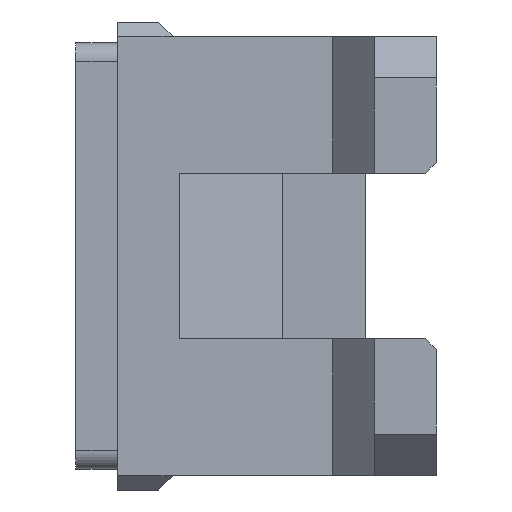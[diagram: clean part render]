
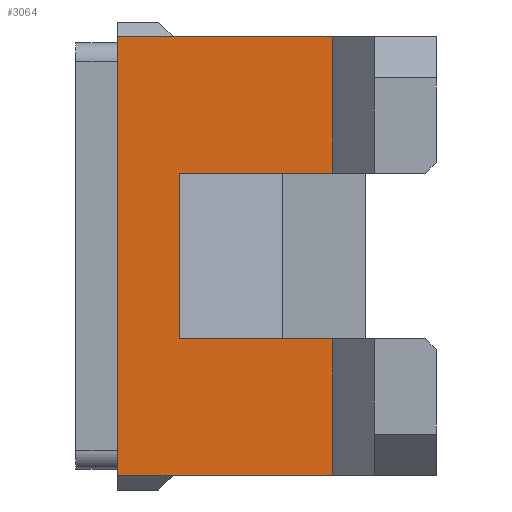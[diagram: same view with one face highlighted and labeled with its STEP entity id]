
A CAD part, left-side view. The second image highlights one B-rep face of the part: STEP entity #3064.
In plain terms, the highlighted planar face has unit normal (-1, 0, 0).
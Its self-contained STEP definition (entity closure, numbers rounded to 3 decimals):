
#196=FACE_OUTER_BOUND('',#354,.T.);
#354=EDGE_LOOP('',(#2614,#2615,#2616,#2617,#2618,#2619,#2620,#2621,#2622,
#2623));
#458=LINE('',#4242,#864);
#499=LINE('',#4330,#905);
#607=LINE('',#4567,#1013);
#712=LINE('',#4773,#1118);
#749=LINE('',#4886,#1155);
#750=LINE('',#4888,#1156);
#751=LINE('',#4890,#1157);
#752=LINE('',#4892,#1158);
#753=LINE('',#4893,#1159);
#754=LINE('',#4894,#1160);
#864=VECTOR('',#3404,10.);
#905=VECTOR('',#3475,10.);
#1013=VECTOR('',#3683,10.);
#1118=VECTOR('',#3850,10.);
#1155=VECTOR('',#3985,10.);
#1156=VECTOR('',#3988,10.);
#1157=VECTOR('',#3989,10.);
#1158=VECTOR('',#3990,10.);
#1159=VECTOR('',#3991,10.);
#1160=VECTOR('',#3992,10.);
#1258=VERTEX_POINT('',#4239);
#1259=VERTEX_POINT('',#4241);
#1290=VERTEX_POINT('',#4327);
#1291=VERTEX_POINT('',#4329);
#1369=VERTEX_POINT('',#4564);
#1370=VERTEX_POINT('',#4566);
#1439=VERTEX_POINT('',#4770);
#1440=VERTEX_POINT('',#4772);
#1468=VERTEX_POINT('',#4889);
#1469=VERTEX_POINT('',#4891);
#1550=EDGE_CURVE('',#1259,#1258,#458,.T.);
#1593=EDGE_CURVE('',#1291,#1290,#499,.T.);
#1711=EDGE_CURVE('',#1370,#1369,#607,.T.);
#1816=EDGE_CURVE('',#1439,#1440,#712,.T.);
#1877=EDGE_CURVE('',#1440,#1290,#749,.T.);
#1878=EDGE_CURVE('',#1259,#1439,#750,.T.);
#1879=EDGE_CURVE('',#1258,#1468,#751,.T.);
#1880=EDGE_CURVE('',#1468,#1469,#752,.T.);
#1881=EDGE_CURVE('',#1370,#1469,#753,.T.);
#1882=EDGE_CURVE('',#1291,#1369,#754,.T.);
#2614=ORIENTED_EDGE('',*,*,#1877,.F.);
#2615=ORIENTED_EDGE('',*,*,#1816,.F.);
#2616=ORIENTED_EDGE('',*,*,#1878,.F.);
#2617=ORIENTED_EDGE('',*,*,#1550,.T.);
#2618=ORIENTED_EDGE('',*,*,#1879,.T.);
#2619=ORIENTED_EDGE('',*,*,#1880,.T.);
#2620=ORIENTED_EDGE('',*,*,#1881,.F.);
#2621=ORIENTED_EDGE('',*,*,#1711,.T.);
#2622=ORIENTED_EDGE('',*,*,#1882,.F.);
#2623=ORIENTED_EDGE('',*,*,#1593,.T.);
#2908=PLANE('',#3270);
#3064=ADVANCED_FACE('',(#196),#2908,.T.);
#3270=AXIS2_PLACEMENT_3D('',#4887,#3986,#3987);
#3404=DIRECTION('',(0.,1.,0.));
#3475=DIRECTION('',(0.,0.,-1.));
#3683=DIRECTION('',(0.,1.,0.));
#3850=DIRECTION('',(0.,1.,0.));
#3985=DIRECTION('',(0.,1.,0.));
#3986=DIRECTION('center_axis',(-1.,0.,0.));
#3987=DIRECTION('ref_axis',(0.,0.,1.));
#3988=DIRECTION('',(0.,0.,-1.));
#3989=DIRECTION('',(0.,0.,1.));
#3990=DIRECTION('',(0.,-1.,0.));
#3991=DIRECTION('',(0.,0.,-1.));
#3992=DIRECTION('',(0.,-1.,0.));
#4239=CARTESIAN_POINT('',(6.4,12.4,-14.6));
#4241=CARTESIAN_POINT('',(6.4,5.,-14.6));
#4242=CARTESIAN_POINT('',(6.4,3.,-14.6));
#4327=CARTESIAN_POINT('',(6.4,15.4,-21.2));
#4329=CARTESIAN_POINT('',(6.4,15.4,0.));
#4330=CARTESIAN_POINT('',(6.4,15.4,-21.2));
#4564=CARTESIAN_POINT('',(6.4,12.7,0.));
#4566=CARTESIAN_POINT('',(6.4,5.,0.));
#4567=CARTESIAN_POINT('',(6.4,3.,0.));
#4770=CARTESIAN_POINT('',(6.4,5.,-21.2));
#4772=CARTESIAN_POINT('',(6.4,12.7,-21.2));
#4773=CARTESIAN_POINT('',(6.4,3.,-21.2));
#4886=CARTESIAN_POINT('',(6.4,8.525,-21.2));
#4887=CARTESIAN_POINT('Origin',(6.4,3.,-21.2));
#4888=CARTESIAN_POINT('',(6.4,5.,-19.55));
#4889=CARTESIAN_POINT('',(6.4,12.4,-6.6));
#4890=CARTESIAN_POINT('',(6.4,12.4,-15.9));
#4891=CARTESIAN_POINT('',(6.4,5.,-6.6));
#4892=CARTESIAN_POINT('',(6.4,3.,-6.6));
#4893=CARTESIAN_POINT('',(6.4,5.,-12.25));
#4894=CARTESIAN_POINT('',(6.4,8.525,0.));
